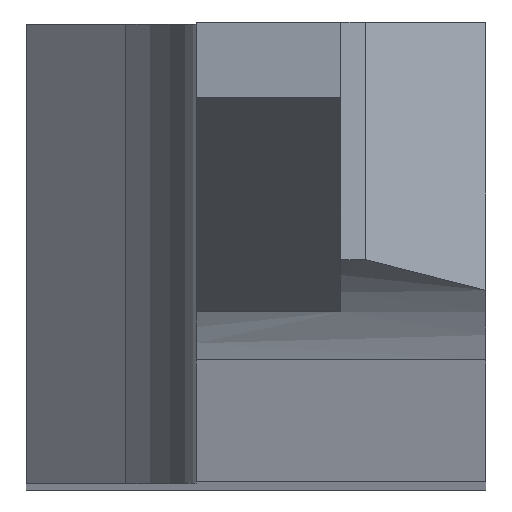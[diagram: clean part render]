
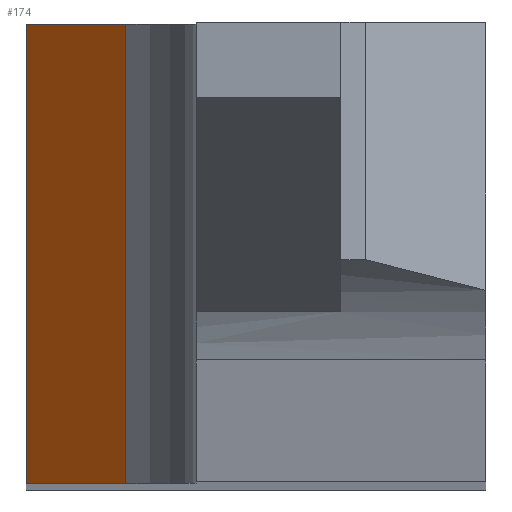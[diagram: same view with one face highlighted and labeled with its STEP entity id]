
A CAD part, top view. The second image highlights one B-rep face of the part: STEP entity #174.
In plain terms, the highlighted planar face has unit normal (-0.707, 0, 0.707).
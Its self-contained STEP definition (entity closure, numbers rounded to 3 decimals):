
#9 = LINE ( 'NONE', #305, #565 ) ;
#28 = CARTESIAN_POINT ( 'NONE',  ( -7.464, 0., -24.536 ) ) ;
#38 = FACE_OUTER_BOUND ( 'NONE', #431, .T. ) ;
#162 = VERTEX_POINT ( 'NONE', #28 ) ;
#174 = ADVANCED_FACE ( 'Defeature ausgef�hrt2_8', ( #38 ), #231, .T. ) ;
#194 = EDGE_CURVE ( 'Defeature ausgef�hrt2_9+Defeature ausgef�hrt2_8+Defeature ausgef�hrt2_2+Defeature ausgef�hrt2_3', #1219, #162, #761, .T. ) ;
#204 = EDGE_CURVE ( 'Defeature ausgef�hrt2_8+Defeature ausgef�hrt2_6+Defeature ausgef�hrt2_2+Defeature ausgef�hrt2_3', #898, #1130, #256, .T. ) ;
#214 = DIRECTION ( 'NONE',  ( 0., -1., 0. ) ) ;
#231 = PLANE ( 'NONE',  #684 ) ;
#256 = LINE ( 'NONE', #1208, #1417 ) ;
#290 = DIRECTION ( 'NONE',  ( -0.707, 0., -0.707 ) ) ;
#305 = CARTESIAN_POINT ( 'NONE',  ( -41.464, 0., -58.536 ) ) ;
#382 = CARTESIAN_POINT ( 'NONE',  ( -41.464, 9.525, -58.536 ) ) ;
#407 = DIRECTION ( 'NONE',  ( -0.707, 0., 0.707 ) ) ;
#423 = DIRECTION ( 'NONE',  ( 0.707, 0., 0.707 ) ) ;
#431 = EDGE_LOOP ( 'NONE', ( #1014, #1253, #1434, #976 ) ) ;
#486 = DIRECTION ( 'NONE',  ( -0.707, 0., -0.707 ) ) ;
#565 = VECTOR ( 'NONE', #423, 1000. ) ;
#605 = CARTESIAN_POINT ( 'NONE',  ( -7.464, 9.525, -24.536 ) ) ;
#640 = DIRECTION ( 'NONE',  ( 0., -1., 0. ) ) ;
#662 = CARTESIAN_POINT ( 'NONE',  ( -9.525, 9.525, -26.596 ) ) ;
#684 = AXIS2_PLACEMENT_3D ( 'NONE', #1310, #407, #290 ) ;
#761 = LINE ( 'NONE', #1016, #865 ) ;
#865 = VECTOR ( 'NONE', #214, 1000. ) ;
#898 = VERTEX_POINT ( 'NONE', #662 ) ;
#920 = VECTOR ( 'NONE', #486, 1000. ) ;
#976 = ORIENTED_EDGE ( 'NONE', *, *, #194, .F. ) ;
#1014 = ORIENTED_EDGE ( 'NONE', *, *, #1304, .T. ) ;
#1016 = CARTESIAN_POINT ( 'NONE',  ( -7.464, 135.654, -24.536 ) ) ;
#1029 = CARTESIAN_POINT ( 'NONE',  ( -9.525, 0., -26.596 ) ) ;
#1130 = VERTEX_POINT ( 'NONE', #1029 ) ;
#1208 = CARTESIAN_POINT ( 'NONE',  ( -9.525, 135.654, -26.596 ) ) ;
#1213 = LINE ( 'NONE', #382, #920 ) ;
#1219 = VERTEX_POINT ( 'NONE', #605 ) ;
#1253 = ORIENTED_EDGE ( 'NONE', *, *, #204, .T. ) ;
#1304 = EDGE_CURVE ( 'Defeature ausgef�hrt2_8+Defeature ausgef�hrt2_2+Defeature ausgef�hrt2_9+Defeature ausgef�hrt2_6', #1219, #898, #1213, .T. ) ;
#1310 = CARTESIAN_POINT ( 'NONE',  ( -9.525, 135.654, -26.596 ) ) ;
#1417 = VECTOR ( 'NONE', #640, 1000. ) ;
#1434 = ORIENTED_EDGE ( 'NONE', *, *, #1451, .T. ) ;
#1451 = EDGE_CURVE ( 'Defeature ausgef�hrt2_8+Defeature ausgef�hrt2_3+Defeature ausgef�hrt2_6+Defeature ausgef�hrt2_9', #1130, #162, #9, .T. ) ;
